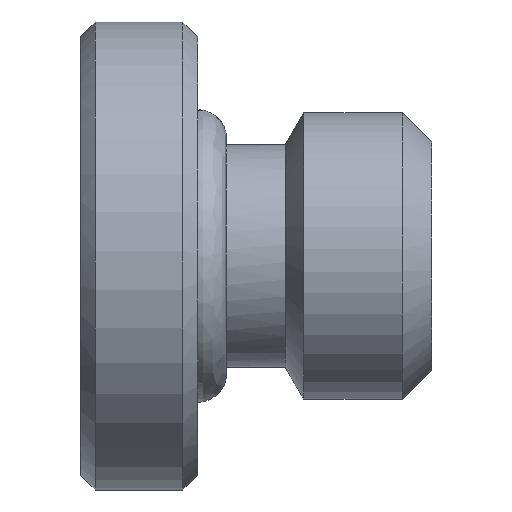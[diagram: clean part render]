
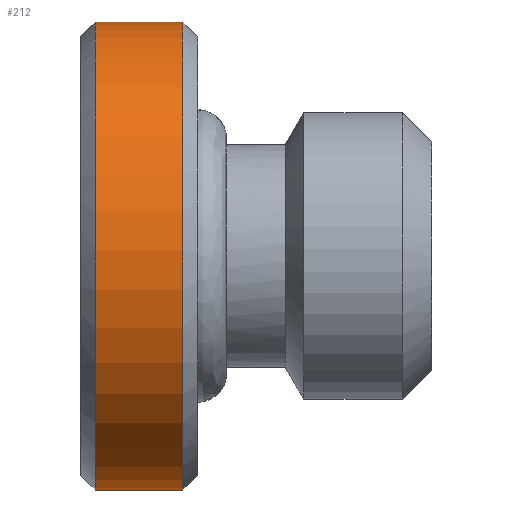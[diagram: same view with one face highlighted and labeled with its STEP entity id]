
A CAD part, left-side view. The second image highlights one B-rep face of the part: STEP entity #212.
In plain terms, the highlighted free-form (B-spline) face has degree [1, 3] with [2, 4] control points.
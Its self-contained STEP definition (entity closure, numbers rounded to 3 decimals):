
#2 = VERTEX_POINT ( 'NONE', #780 ) ;
#17 = CARTESIAN_POINT ( 'NONE',  ( 0., 5.75, -4. ) ) ;
#36 = VERTEX_POINT ( 'NONE', #1511 ) ;
#203 = CARTESIAN_POINT ( 'NONE',  ( 0., 4.25, 4. ) ) ;
#212 = ADVANCED_FACE ( 'NONE', ( #913 ), #543, .F. ) ;
#214 =( BOUNDED_CURVE ( )  B_SPLINE_CURVE ( 3, ( #701, #603, #1201, #1309 ),
 .UNSPECIFIED., .F., .F. ) 
 B_SPLINE_CURVE_WITH_KNOTS ( ( 4, 4 ),
 ( -3.142, 0. ),
 .UNSPECIFIED. ) 
 CURVE ( )  GEOMETRIC_REPRESENTATION_ITEM ( )  RATIONAL_B_SPLINE_CURVE ( ( 1., 0.333, 0.333, 1. ) ) 
 REPRESENTATION_ITEM ( '' )  );
#229 = EDGE_CURVE ( 'NONE', #2, #1610, #242, .T. ) ;
#242 =( BOUNDED_CURVE ( )  B_SPLINE_CURVE ( 3, ( #1500, #979, #517, #1507 ),
 .UNSPECIFIED., .F., .T. ) 
 B_SPLINE_CURVE_WITH_KNOTS ( ( 4, 4 ),
 ( -3.142, 0. ),
 .UNSPECIFIED. ) 
 CURVE ( )  GEOMETRIC_REPRESENTATION_ITEM ( )  RATIONAL_B_SPLINE_CURVE ( ( 1., 0.333, 0.333, 1. ) ) 
 REPRESENTATION_ITEM ( '' )  );
#247 = CARTESIAN_POINT ( 'NONE',  ( -8., 4.25, -4. ) ) ;
#251 = CARTESIAN_POINT ( 'NONE',  ( 0., 5.75, 4. ) ) ;
#292 = ORIENTED_EDGE ( 'NONE', *, *, #229, .T. ) ;
#310 = EDGE_CURVE ( 'NONE', #1429, #2, #387, .T. ) ;
#315 = CARTESIAN_POINT ( 'NONE',  ( 0., 5.75, -4. ) ) ;
#365 = CARTESIAN_POINT ( 'NONE',  ( -8., 4.25, 4. ) ) ;
#382 = CARTESIAN_POINT ( 'NONE',  ( 0., 4.25, 4. ) ) ;
#387 = B_SPLINE_CURVE_WITH_KNOTS ( 'NONE', 1,
 ( #315, #832 ),
 .UNSPECIFIED., .F., .F.,
 ( 2, 2 ),
 ( -1., 0. ),
 .UNSPECIFIED. ) ;
#517 = CARTESIAN_POINT ( 'NONE',  ( -8., 4.25, 4. ) ) ;
#543 =( BOUNDED_SURFACE ( )  B_SPLINE_SURFACE ( 1, 3, ( 
 ( #251, #1379, #987, #1626 ),
 ( #382, #365, #247, #759 ) ),
 .UNSPECIFIED., .F., .F., .T. ) 
 B_SPLINE_SURFACE_WITH_KNOTS ( ( 2, 2 ),
 ( 4, 4 ),
 ( 0., 1. ),
 ( 0., 1. ),
 .UNSPECIFIED. ) 
 GEOMETRIC_REPRESENTATION_ITEM ( )  RATIONAL_B_SPLINE_SURFACE ( (
 ( 1., 0.333, 0.333, 1.),
 ( 1., 0.333, 0.333, 1.) ) ) 
 REPRESENTATION_ITEM ( '' )  SURFACE ( )  );
#603 = CARTESIAN_POINT ( 'NONE',  ( -8., 5.75, -4. ) ) ;
#670 = ORIENTED_EDGE ( 'NONE', *, *, #1567, .F. ) ;
#701 = CARTESIAN_POINT ( 'NONE',  ( 0., 5.75, -4. ) ) ;
#759 = CARTESIAN_POINT ( 'NONE',  ( 0., 4.25, -4. ) ) ;
#774 = ORIENTED_EDGE ( 'NONE', *, *, #1235, .T. ) ;
#780 = CARTESIAN_POINT ( 'NONE',  ( 0., 4.25, -4. ) ) ;
#808 = CARTESIAN_POINT ( 'NONE',  ( 0., 4.25, 4. ) ) ;
#832 = CARTESIAN_POINT ( 'NONE',  ( 0., 4.25, -4. ) ) ;
#913 = FACE_OUTER_BOUND ( 'NONE', #1517, .T. ) ;
#926 = CARTESIAN_POINT ( 'NONE',  ( 0., 5.75, 4. ) ) ;
#979 = CARTESIAN_POINT ( 'NONE',  ( -8., 4.25, -4. ) ) ;
#987 = CARTESIAN_POINT ( 'NONE',  ( -8., 5.75, -4. ) ) ;
#1201 = CARTESIAN_POINT ( 'NONE',  ( -8., 5.75, 4. ) ) ;
#1235 = EDGE_CURVE ( 'NONE', #1610, #36, #1303, .T. ) ;
#1303 = B_SPLINE_CURVE_WITH_KNOTS ( 'NONE', 1,
 ( #808, #926 ),
 .UNSPECIFIED., .F., .F.,
 ( 2, 2 ),
 ( -1., 0. ),
 .UNSPECIFIED. ) ;
#1309 = CARTESIAN_POINT ( 'NONE',  ( 0., 5.75, 4. ) ) ;
#1379 = CARTESIAN_POINT ( 'NONE',  ( -8., 5.75, 4. ) ) ;
#1429 = VERTEX_POINT ( 'NONE', #17 ) ;
#1500 = CARTESIAN_POINT ( 'NONE',  ( 0., 4.25, -4. ) ) ;
#1507 = CARTESIAN_POINT ( 'NONE',  ( 0., 4.25, 4. ) ) ;
#1511 = CARTESIAN_POINT ( 'NONE',  ( 0., 5.75, 4. ) ) ;
#1517 = EDGE_LOOP ( 'NONE', ( #670, #1601, #292, #774 ) ) ;
#1567 = EDGE_CURVE ( 'NONE', #1429, #36, #214, .T. ) ;
#1601 = ORIENTED_EDGE ( 'NONE', *, *, #310, .T. ) ;
#1610 = VERTEX_POINT ( 'NONE', #203 ) ;
#1626 = CARTESIAN_POINT ( 'NONE',  ( 0., 5.75, -4. ) ) ;
